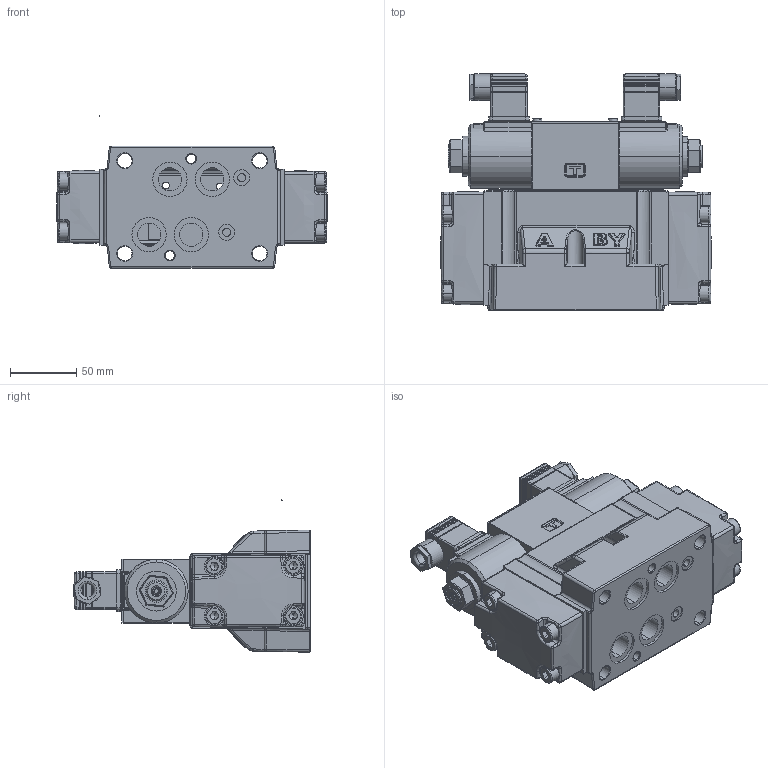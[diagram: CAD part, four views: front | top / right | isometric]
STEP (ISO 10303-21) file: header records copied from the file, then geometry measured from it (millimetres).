
FILE_DESCRIPTION (( 'STEP AP214' ), '1' );
FILE_NAME ('DSDEFAU0104445349782.step', '2007-01-04T09:45:42', ( 'SysAdmin' ), ( 'SolidWorks' ), 'SwSTEP 2.0', 'SolidWorks 2007', '' );
FILE_SCHEMA (( 'AUTOMOTIVE_DESIGN' ));
Length unit declared in the file: millimetre
Products named in the file (1): DSDEFAU0104445349782
Bounding box: 203.53 x 178.66 x 114.77 mm (x, y, z)
Surface area: 167991.1 mm2 (no closed solid volume)
Topology: 0 solids, 43 shells, 1425 faces, 4143 edges, 2629 vertices
Faces by surface type: plane 508, cylinder 487, bspline 216, torus 99, cone 58, sphere 57
Entity records: 74251 total; most frequent: CARTESIAN_POINT 23256, DIRECTION 7235, ORIENTED_EDGE 7104, EDGE_CURVE 4079, AXIS2_PLACEMENT_3D 2646, VERTEX_POINT 2616, VECTOR 1943, LINE 1943
